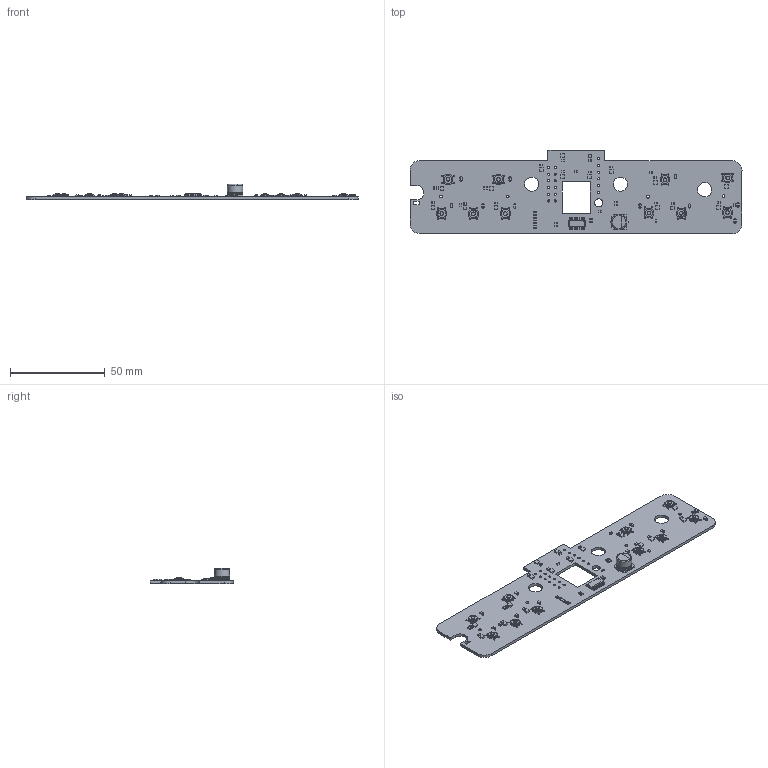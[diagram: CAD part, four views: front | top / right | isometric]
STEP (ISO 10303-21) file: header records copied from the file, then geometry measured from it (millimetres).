
FILE_DESCRIPTION(('KiCad electronic assembly'),'2;1');
FILE_NAME('DB10.step','2025-10-23T21:48:56',('Pcbnew'),('Kicad'), 'Open CASCADE STEP processor 7.9','KiCad to STEP converter','Unknown' );
FILE_SCHEMA(('AUTOMOTIVE_DESIGN { 1 0 10303 214 1 1 1 1 }'));
Length unit declared in the file: millimetre
Products named in the file (9): DB10 1; SW_SPST_TL3342; C_0603_1608Metric; D_SOD-323; R_0603_1608Metric; APA102-2020; CP_Elec_8x6.7; SOIC-14_3.9x8.7mm_P1.27mm; DB10_PCB
Assembly tree (74 placements, depth 2):
  DB10 1
    SW_SPST_TL3342  x10
    C_0603_1608Metric  x24
    D_SOD-323  x10
    R_0603_1608Metric  x11
    APA102-2020  x16
    CP_Elec_8x6.7
    SOIC-14_3.9x8.7mm_P1.27mm
    DB10_PCB
Bounding box: 175.51 x 44.03 x 8.29 mm (x, y, z)
Volume: 10435.3 mm3; surface area: 15773.9 mm2
Topology: 74 solids, 84 shells, 3904 faces, 10210 edges, 6604 vertices
Faces by surface type: plane 2628, cylinder 923, bspline 338, torus 14, revolution 1
Full cylindrical faces by diameter (mm): 1.15 x18, 1.5 x4, 2 x10, 4.25 x1, 7.52 x3, 8 x2
Entity records: 26064 total; most frequent: CARTESIAN_POINT 4758, ORIENTED_EDGE 3418, DIRECTION 3275, EDGE_CURVE 1709, LINE 1270, VECTOR 1270, VERTEX_POINT 1097, AXIS2_PLACEMENT_3D 1002
